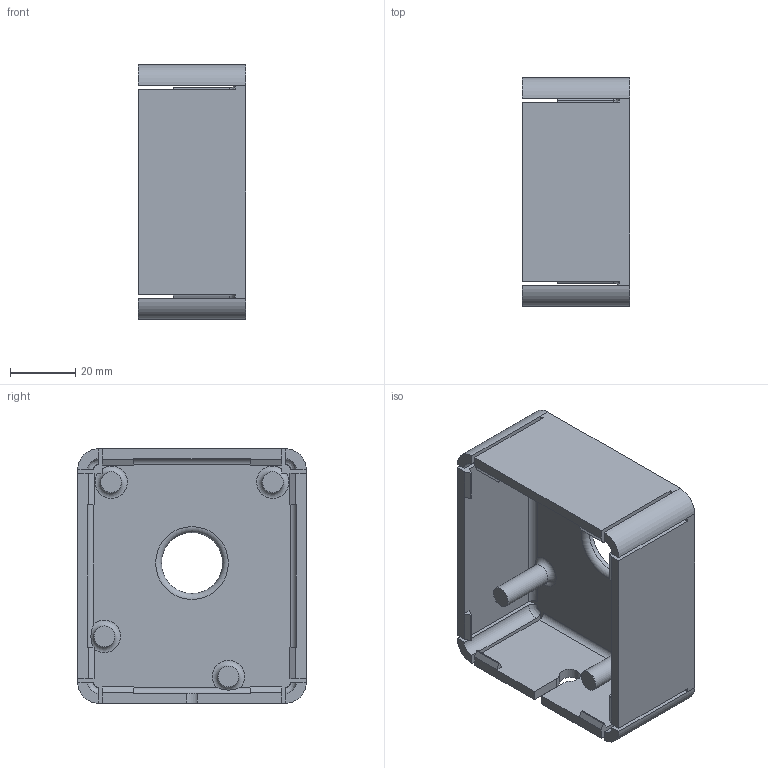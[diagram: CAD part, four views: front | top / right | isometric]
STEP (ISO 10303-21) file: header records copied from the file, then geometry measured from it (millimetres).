
FILE_DESCRIPTION(/* description */ (''),/* implementation_level */ '2;1');
FILE_NAME(/* name */ 'Lerdge.com Endstop Cover.step',/* time_stamp */ '2023-11-25T09:34:18-05:00',/* author */ (''),/* organization */ (''),/* preprocessor_version */ 'ST-DEVELOPER v20',/* originating_system */ 'Autodesk Translation Framework v12.14.0.127',/* authorisation */ '');
FILE_SCHEMA (('AUTOMOTIVE_DESIGN { 1 0 10303 214 3 1 1 }'));
Length unit declared in the file: inch
Products named in the file (1): Lerdge.com Endstop Cover
Bounding box: 32.88 x 69.85 x 77.79 mm (x, y, z)
Volume: 42869.4 mm3; surface area: 29981.9 mm2
Topology: 1 solids, 1 shells, 114 faces, 322 edges, 212 vertices
Faces by surface type: plane 85, cylinder 20, torus 5, bspline 4
Full cylindrical faces by diameter (mm): 6.35 x4, 18.669 x1
Entity records: 3770 total; most frequent: CARTESIAN_POINT 735, ORIENTED_EDGE 644, DIRECTION 609, EDGE_CURVE 322, LINE 245, VECTOR 245, VERTEX_POINT 212, AXIS2_PLACEMENT_3D 182
